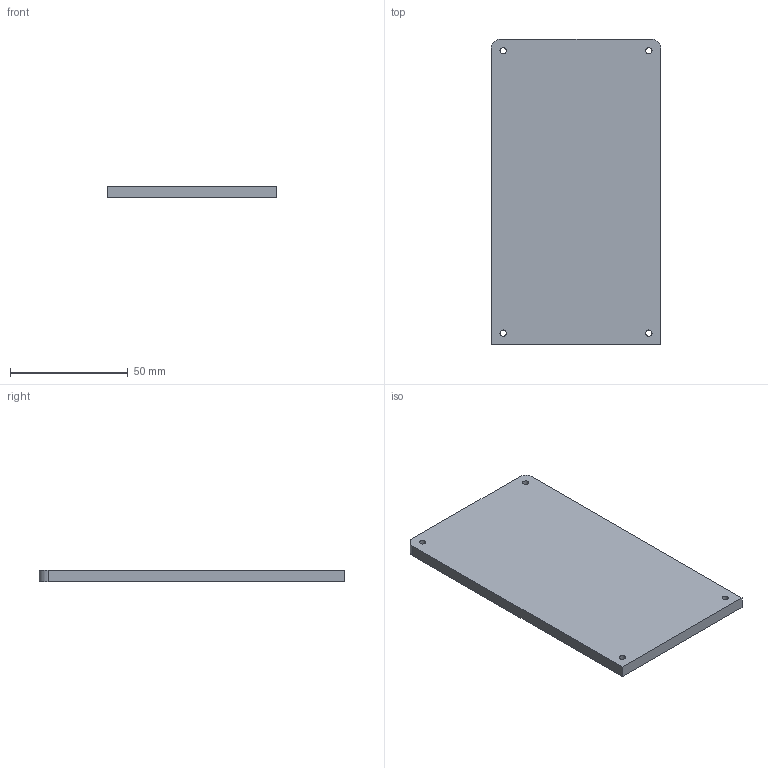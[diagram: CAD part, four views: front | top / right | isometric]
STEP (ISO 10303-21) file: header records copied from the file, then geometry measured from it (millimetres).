
FILE_DESCRIPTION(/* description */ (''),/* implementation_level */ '2;1');
FILE_NAME(/* name */ 'backdor.stp',/* time_stamp */ '2023-04-06T16:30:43+07:00',/* author */ ('EF0481'),/* organization */ (''),/* preprocessor_version */ 'ST-DEVELOPER v18.1',/* originating_system */ 'Autodesk Inventor 2021',/* authorisation */ '');
FILE_SCHEMA (('AUTOMOTIVE_DESIGN { 1 0 10303 214 3 1 1 }'));
Length unit declared in the file: millimetre
Products named in the file (1): backdor
Bounding box: 72 x 130 x 5 mm (x, y, z)
Volume: 46656.1 mm3; surface area: 20831.2 mm2
Topology: 1 solids, 1 shells, 12 faces, 34 edges, 24 vertices
Faces by surface type: cylinder 6, plane 6
Full cylindrical faces by diameter (mm): 2.642 x4
Entity records: 463 total; most frequent: DIRECTION 76, CARTESIAN_POINT 71, ORIENTED_EDGE 68, EDGE_CURVE 34, AXIS2_PLACEMENT_3D 29, VERTEX_POINT 24, EDGE_LOOP 20, LINE 18
